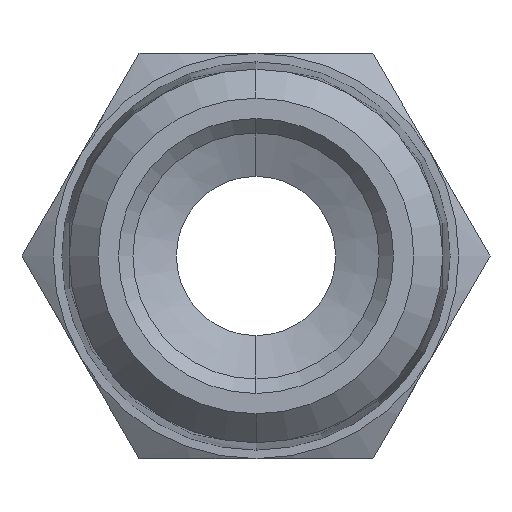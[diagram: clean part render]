
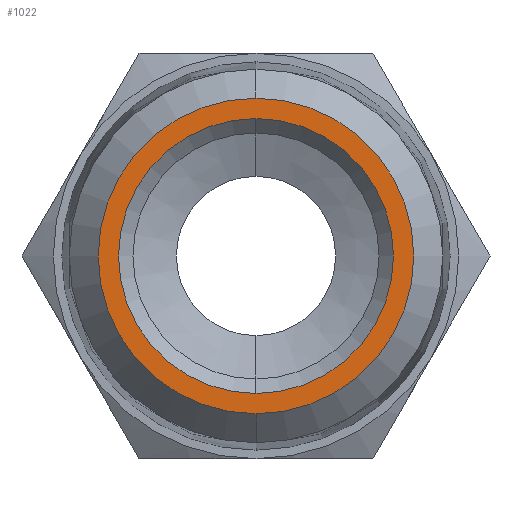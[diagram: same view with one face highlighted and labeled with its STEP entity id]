
A CAD part, front view. The second image highlights one B-rep face of the part: STEP entity #1022.
In plain terms, the highlighted planar face has unit normal (0, -1, 0).
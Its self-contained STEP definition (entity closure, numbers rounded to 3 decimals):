
#13 = CARTESIAN_POINT ( 'NONE',  ( 0., -46., 5.45 ) ) ;
#15 = DIRECTION ( 'NONE',  ( 0., 0., 1. ) ) ;
#16 = DIRECTION ( 'NONE',  ( 0., 1., 0. ) ) ;
#18 = CARTESIAN_POINT ( 'NONE',  ( 0., -46., 0. ) ) ;
#108 = CARTESIAN_POINT ( 'NONE',  ( 0., -46., 4.75 ) ) ;
#119 = AXIS2_PLACEMENT_3D ( 'NONE', #18, #16, #15 ) ;
#120 = CIRCLE ( 'NONE', #119, 4.75 ) ;
#144 = EDGE_CURVE ( 'NONE', #417, #410, #120, .T. ) ;
#162 = ORIENTED_EDGE ( 'NONE', *, *, #1093, .T. ) ;
#206 = ORIENTED_EDGE ( 'NONE', *, *, #1061, .T. ) ;
#297 = EDGE_LOOP ( 'NONE', ( #162, #206 ) ) ;
#298 = EDGE_LOOP ( 'NONE', ( #320, #364 ) ) ;
#320 = ORIENTED_EDGE ( 'NONE', *, *, #144, .T. ) ;
#364 = ORIENTED_EDGE ( 'NONE', *, *, #1092, .T. ) ;
#368 = VERTEX_POINT ( 'NONE', #13 ) ;
#410 = VERTEX_POINT ( 'NONE', #108 ) ;
#417 = VERTEX_POINT ( 'NONE', #594 ) ;
#421 = VERTEX_POINT ( 'NONE', #720 ) ;
#594 = CARTESIAN_POINT ( 'NONE',  ( 0., -46., -4.75 ) ) ;
#609 = PLANE ( 'NONE',  #957 ) ;
#635 = DIRECTION ( 'NONE',  ( 0., -1., 0. ) ) ;
#666 = DIRECTION ( 'NONE',  ( 0., 0., -1. ) ) ;
#720 = CARTESIAN_POINT ( 'NONE',  ( 0., -46., -5.45 ) ) ;
#724 = CARTESIAN_POINT ( 'NONE',  ( 7., -46., 0. ) ) ;
#881 = FACE_OUTER_BOUND ( 'NONE', #297, .T. ) ;
#883 = FACE_BOUND ( 'NONE', #298, .T. ) ;
#957 = AXIS2_PLACEMENT_3D ( 'NONE', #724, #635, #666 ) ;
#1022 = ADVANCED_FACE ( 'NONE', ( #881, #883 ), #609, .T. ) ;
#1061 = EDGE_CURVE ( 'NONE', #421, #368, #1351, .T. ) ;
#1092 = EDGE_CURVE ( 'NONE', #410, #417, #1363, .T. ) ;
#1093 = EDGE_CURVE ( 'NONE', #368, #421, #1367, .T. ) ;
#1185 = DIRECTION ( 'NONE',  ( 0., 0., -1. ) ) ;
#1186 = DIRECTION ( 'NONE',  ( 0., -1., 0. ) ) ;
#1187 = DIRECTION ( 'NONE',  ( 0., 0., -1. ) ) ;
#1188 = CARTESIAN_POINT ( 'NONE',  ( 0., -46., 0. ) ) ;
#1189 = DIRECTION ( 'NONE',  ( 0., 0., 1. ) ) ;
#1190 = DIRECTION ( 'NONE',  ( 0., 1., 0. ) ) ;
#1191 = CARTESIAN_POINT ( 'NONE',  ( 0., -46., 0. ) ) ;
#1192 = DIRECTION ( 'NONE',  ( 0., -1., 0. ) ) ;
#1195 = CARTESIAN_POINT ( 'NONE',  ( 0., -46., 0. ) ) ;
#1325 = AXIS2_PLACEMENT_3D ( 'NONE', #1195, #1192, #1187 ) ;
#1351 = CIRCLE ( 'NONE', #1325, 5.45 ) ;
#1352 = AXIS2_PLACEMENT_3D ( 'NONE', #1188, #1186, #1185 ) ;
#1353 = AXIS2_PLACEMENT_3D ( 'NONE', #1191, #1190, #1189 ) ;
#1363 = CIRCLE ( 'NONE', #1353, 4.75 ) ;
#1367 = CIRCLE ( 'NONE', #1352, 5.45 ) ;
